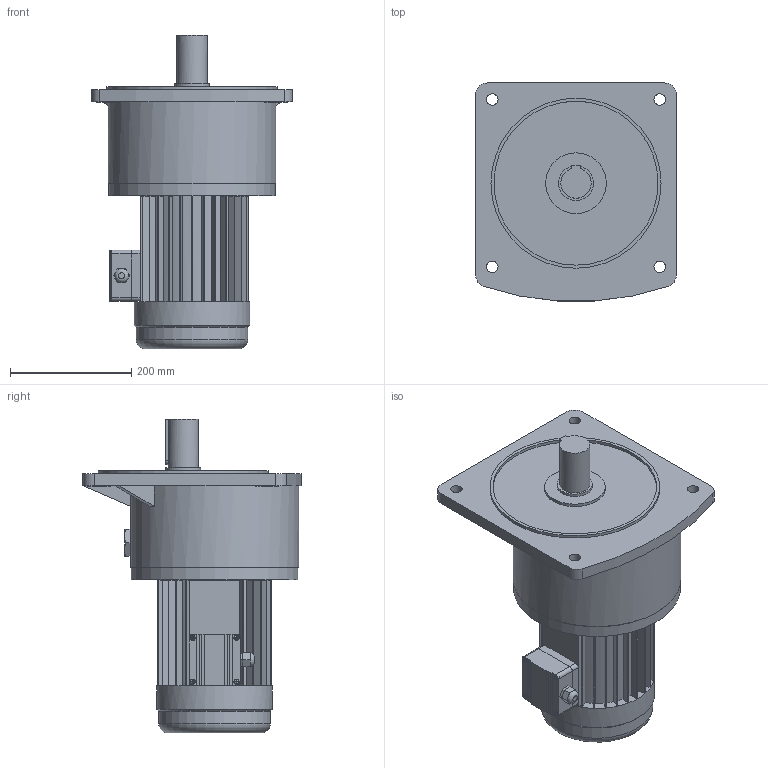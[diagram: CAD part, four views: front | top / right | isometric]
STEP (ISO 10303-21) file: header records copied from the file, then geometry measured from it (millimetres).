
FILE_DESCRIPTION(/* description */ (''),/* implementation_level */ '2;1');
FILE_NAME(/* name */ 'GV立式附三相、单相铝壳（刹车）齿轮减速马达[GV-50-1500W-150-S-A法兰-G1-LD-VO].stp',/* time_stamp */ '2022-01-11T09:16:01+08:00',/* author */ ('Administrator'),/* organization */ (''),/* preprocessor_version */ 'ST-DEVELOPER v15.2',/* originating_system */ 'Autodesk Inventor 2014',/* authorisation */ '');
FILE_SCHEMA (('AUTOMOTIVE_DESIGN { 1 0 10303 214 3 1 1 }'));
Length unit declared in the file: millimetre
Products named in the file (1): [GV-50-1500W-150-S-A法兰-G1-LD-VO]
Bounding box: 330 x 358.98 x 517 mm (x, y, z)
Volume: 18216006.8 mm3; surface area: 743972.2 mm2
Topology: 3 solids, 3 shells, 531 faces, 1344 edges, 886 vertices
Faces by surface type: plane 468, cylinder 46, cone 7, torus 5, sphere 4, bspline 1
Full cylindrical faces by diameter (mm): 8 x4, 8.5 x4, 10 x1, 19 x4, 29.7 x1, 38 x4, 50 x1, 57.5 x1, 100 x1, 161.5 x1, 184 x1, 190 x1, 270 x1, 274.6 x1, 276.6 x1, 280 x1
Entity records: 15620 total; most frequent: CARTESIAN_POINT 2780, ORIENTED_EDGE 2598, DIRECTION 2562, EDGE_CURVE 1299, LINE 1068, VECTOR 1068, VERTEX_POINT 879, AXIS2_PLACEMENT_3D 747
